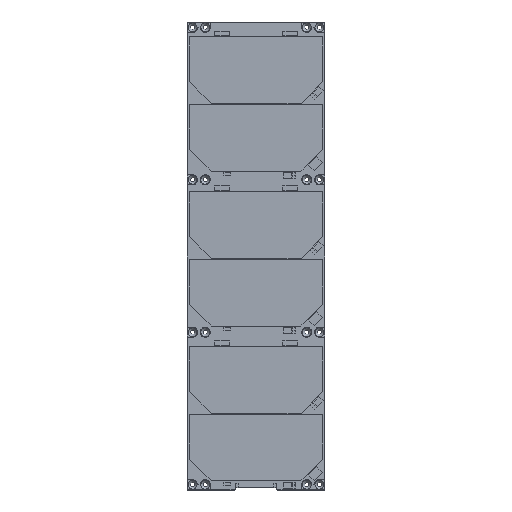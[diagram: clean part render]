
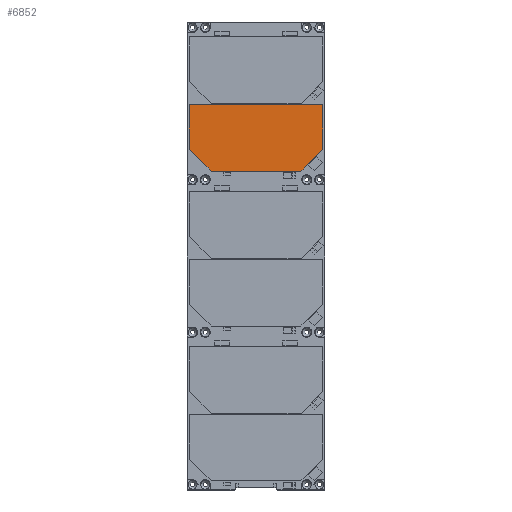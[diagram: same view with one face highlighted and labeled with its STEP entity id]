
A CAD part, top view. The second image highlights one B-rep face of the part: STEP entity #6852.
In plain terms, the highlighted planar face has unit normal (0, 0, 1).
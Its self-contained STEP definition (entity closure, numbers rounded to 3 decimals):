
#629=FACE_OUTER_BOUND('',#1067,.T.);
#1067=EDGE_LOOP('',(#5653,#5654,#5655,#5656,#5657,#5658));
#1813=LINE('',#10702,#2635);
#1815=LINE('',#10706,#2637);
#1817=LINE('',#10710,#2639);
#1819=LINE('',#10714,#2641);
#1821=LINE('',#10718,#2643);
#1823=LINE('',#10721,#2645);
#2635=VECTOR('',#8707,27.);
#2637=VECTOR('',#8711,18.385);
#2639=VECTOR('',#8715,54.);
#2641=VECTOR('',#8719,18.385);
#2643=VECTOR('',#8723,27.);
#2645=VECTOR('',#8727,80.);
#3354=VERTEX_POINT('',#10699);
#3355=VERTEX_POINT('',#10701);
#3356=VERTEX_POINT('',#10705);
#3357=VERTEX_POINT('',#10709);
#3358=VERTEX_POINT('',#10713);
#3359=VERTEX_POINT('',#10717);
#4164=EDGE_CURVE('',#3355,#3354,#1813,.T.);
#4166=EDGE_CURVE('',#3356,#3355,#1815,.T.);
#4168=EDGE_CURVE('',#3357,#3356,#1817,.T.);
#4170=EDGE_CURVE('',#3358,#3357,#1819,.T.);
#4172=EDGE_CURVE('',#3359,#3358,#1821,.T.);
#4174=EDGE_CURVE('',#3354,#3359,#1823,.T.);
#5653=ORIENTED_EDGE('',*,*,#4164,.T.);
#5654=ORIENTED_EDGE('',*,*,#4174,.T.);
#5655=ORIENTED_EDGE('',*,*,#4172,.T.);
#5656=ORIENTED_EDGE('',*,*,#4170,.T.);
#5657=ORIENTED_EDGE('',*,*,#4168,.T.);
#5658=ORIENTED_EDGE('',*,*,#4166,.T.);
#6500=PLANE('',#7336);
#6852=ADVANCED_FACE('',(#629),#6500,.T.);
#7336=AXIS2_PLACEMENT_3D('',#10722,#8728,#8729);
#8707=DIRECTION('',(0.,1.,0.));
#8711=DIRECTION('',(0.707,0.707,0.));
#8715=DIRECTION('',(1.,0.,0.));
#8719=DIRECTION('',(0.707,-0.707,0.));
#8723=DIRECTION('',(0.,-1.,0.));
#8727=DIRECTION('',(-1.,0.,0.));
#8728=DIRECTION('center_axis',(0.,0.,1.));
#8729=DIRECTION('ref_axis',(-1.,0.,0.));
#10699=CARTESIAN_POINT('',(19.386,157.748,0.28));
#10701=CARTESIAN_POINT('',(19.386,130.748,0.28));
#10702=CARTESIAN_POINT('',(19.386,130.748,0.28));
#10705=CARTESIAN_POINT('',(6.386,117.748,0.28));
#10706=CARTESIAN_POINT('',(6.386,117.748,0.28));
#10709=CARTESIAN_POINT('',(-47.614,117.748,0.28));
#10710=CARTESIAN_POINT('',(-47.614,117.748,0.28));
#10713=CARTESIAN_POINT('',(-60.614,130.748,0.28));
#10714=CARTESIAN_POINT('',(-60.614,130.748,0.28));
#10717=CARTESIAN_POINT('',(-60.614,157.748,0.28));
#10718=CARTESIAN_POINT('',(-60.614,157.748,0.28));
#10721=CARTESIAN_POINT('',(19.386,157.748,0.28));
#10722=CARTESIAN_POINT('Origin',(20.666,210.318,0.28));
